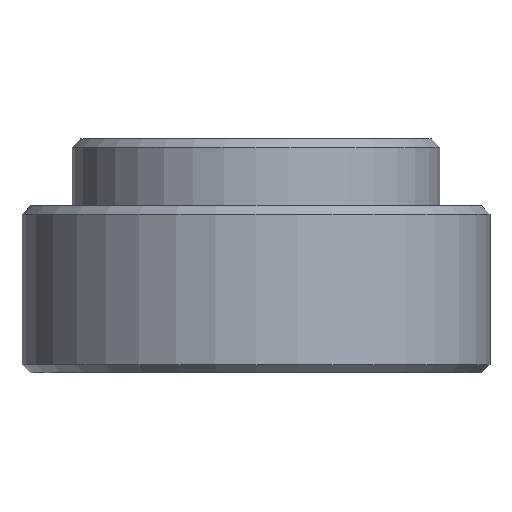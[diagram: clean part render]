
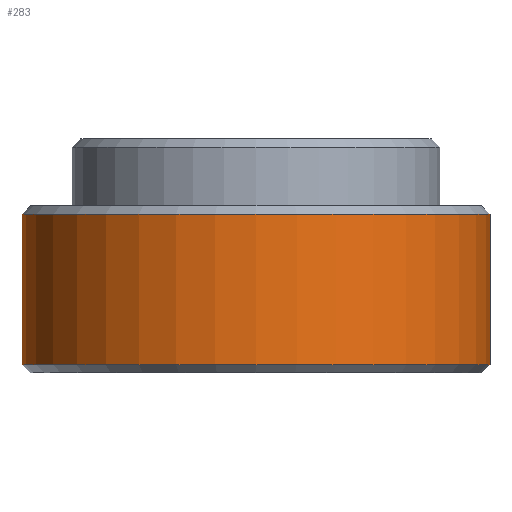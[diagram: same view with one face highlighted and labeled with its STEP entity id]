
A CAD part, front view. The second image highlights one B-rep face of the part: STEP entity #283.
In plain terms, the highlighted cylindrical face has radius 14 mm (diameter 28 mm), a partial arc.
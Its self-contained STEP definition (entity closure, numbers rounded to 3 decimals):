
#22 = DIRECTION ( 'NONE',  ( 1., 0., 0. ) ) ;
#120 = DIRECTION ( 'NONE',  ( 0., 0., -1. ) ) ;
#140 = EDGE_LOOP ( 'NONE', ( #290, #671, #400, #262 ) ) ;
#236 = CIRCLE ( 'NONE', #398, 14. ) ;
#238 = AXIS2_PLACEMENT_3D ( 'NONE', #520, #526, #396 ) ;
#246 = VERTEX_POINT ( 'NONE', #734 ) ;
#262 = ORIENTED_EDGE ( 'NONE', *, *, #899, .T. ) ;
#266 = EDGE_CURVE ( 'NONE', #382, #1116, #500, .T. ) ;
#283 = ADVANCED_FACE ( 'NONE', ( #1393 ), #1190, .T. ) ;
#290 = ORIENTED_EDGE ( 'NONE', *, *, #266, .F. ) ;
#313 = DIRECTION ( 'NONE',  ( 0., 0., -1. ) ) ;
#382 = VERTEX_POINT ( 'NONE', #415 ) ;
#396 = DIRECTION ( 'NONE',  ( -1., 0., 0. ) ) ;
#398 = AXIS2_PLACEMENT_3D ( 'NONE', #593, #1355, #22 ) ;
#400 = ORIENTED_EDGE ( 'NONE', *, *, #796, .T. ) ;
#415 = CARTESIAN_POINT ( 'NONE',  ( 14., 0., 9.5 ) ) ;
#500 = LINE ( 'NONE', #947, #1331 ) ;
#520 = CARTESIAN_POINT ( 'NONE',  ( 0., 0., 10. ) ) ;
#526 = DIRECTION ( 'NONE',  ( 0., 0., -1. ) ) ;
#534 = AXIS2_PLACEMENT_3D ( 'NONE', #541, #120, #1321 ) ;
#536 = CIRCLE ( 'NONE', #534, 14. ) ;
#541 = CARTESIAN_POINT ( 'NONE',  ( 0., 0., 9.5 ) ) ;
#548 = DIRECTION ( 'NONE',  ( 0., 0., -1. ) ) ;
#593 = CARTESIAN_POINT ( 'NONE',  ( 0., 0., 0.5 ) ) ;
#654 = VECTOR ( 'NONE', #548, 1000. ) ;
#660 = CARTESIAN_POINT ( 'NONE',  ( -14., 0., 10. ) ) ;
#671 = ORIENTED_EDGE ( 'NONE', *, *, #810, .T. ) ;
#734 = CARTESIAN_POINT ( 'NONE',  ( -14., 0., 0.5 ) ) ;
#796 = EDGE_CURVE ( 'NONE', #1239, #246, #867, .T. ) ;
#810 = EDGE_CURVE ( 'NONE', #382, #1239, #536, .T. ) ;
#867 = LINE ( 'NONE', #660, #654 ) ;
#899 = EDGE_CURVE ( 'NONE', #246, #1116, #236, .T. ) ;
#947 = CARTESIAN_POINT ( 'NONE',  ( 14., 0., 10. ) ) ;
#1027 = CARTESIAN_POINT ( 'NONE',  ( -14., 0., 9.5 ) ) ;
#1116 = VERTEX_POINT ( 'NONE', #1349 ) ;
#1190 = CYLINDRICAL_SURFACE ( 'NONE', #238, 14. ) ;
#1239 = VERTEX_POINT ( 'NONE', #1027 ) ;
#1321 = DIRECTION ( 'NONE',  ( 1., 0., 0. ) ) ;
#1331 = VECTOR ( 'NONE', #313, 1000. ) ;
#1349 = CARTESIAN_POINT ( 'NONE',  ( 14., 0., 0.5 ) ) ;
#1355 = DIRECTION ( 'NONE',  ( 0., 0., 1. ) ) ;
#1393 = FACE_OUTER_BOUND ( 'NONE', #140, .T. ) ;
